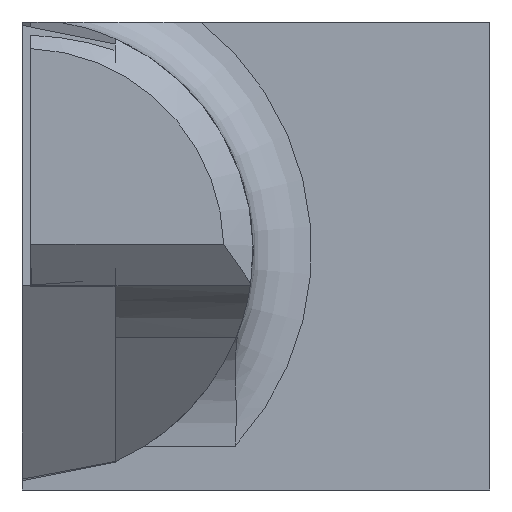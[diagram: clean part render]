
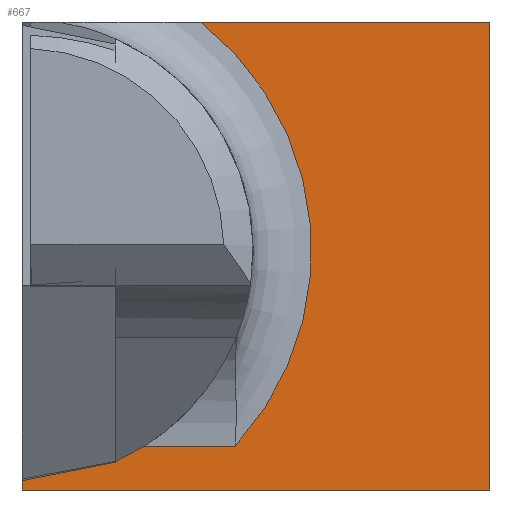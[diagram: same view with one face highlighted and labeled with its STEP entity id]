
A CAD part, left-side view. The second image highlights one B-rep face of the part: STEP entity #667.
In plain terms, the highlighted planar face has unit normal (-1, 0, 0).
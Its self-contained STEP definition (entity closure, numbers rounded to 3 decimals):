
#36 = PLANE ( 'NONE',  #912 ) ;
#52 = AXIS2_PLACEMENT_3D ( 'NONE', #514, #968, #1403 ) ;
#63 = EDGE_LOOP ( 'NONE', ( #1242, #804, #728, #329, #1291, #783 ) ) ;
#109 = VERTEX_POINT ( 'NONE', #1392 ) ;
#126 = CARTESIAN_POINT ( 'NONE',  ( 20., 9.903, 20. ) ) ;
#182 = DIRECTION ( 'NONE',  ( 1., 0., 0. ) ) ;
#194 = DIRECTION ( 'NONE',  ( 0., 0., 1. ) ) ;
#221 = CIRCLE ( 'NONE', #52, 9.9 ) ;
#230 = LINE ( 'NONE', #884, #1346 ) ;
#303 = EDGE_CURVE ( 'NONE', #1388, #109, #230, .T. ) ;
#329 = ORIENTED_EDGE ( 'NONE', *, *, #1345, .T. ) ;
#377 = FACE_OUTER_BOUND ( 'NONE', #63, .T. ) ;
#417 = DIRECTION ( 'NONE',  ( 0., 0., -1. ) ) ;
#423 = VECTOR ( 'NONE', #417, 1000. ) ;
#442 = CARTESIAN_POINT ( 'NONE',  ( 20., 0., 5.5 ) ) ;
#469 = CARTESIAN_POINT ( 'NONE',  ( 20., 16., 4. ) ) ;
#514 = CARTESIAN_POINT ( 'NONE',  ( 20., 16., 12.2 ) ) ;
#515 = CARTESIAN_POINT ( 'NONE',  ( 20., 16., 2.3 ) ) ;
#523 = LINE ( 'NONE', #1412, #423 ) ;
#635 = CARTESIAN_POINT ( 'NONE',  ( 20., 0., 4. ) ) ;
#647 = VERTEX_POINT ( 'NONE', #469 ) ;
#667 = ADVANCED_FACE ( 'NONE', ( #377 ), #36, .F. ) ;
#702 = VECTOR ( 'NONE', #887, 1000. ) ;
#728 = ORIENTED_EDGE ( 'NONE', *, *, #303, .F. ) ;
#767 = EDGE_CURVE ( 'NONE', #647, #1356, #851, .T. ) ;
#772 = CARTESIAN_POINT ( 'NONE',  ( 20., 8.712, 5.5 ) ) ;
#783 = ORIENTED_EDGE ( 'NONE', *, *, #1353, .F. ) ;
#798 = DIRECTION ( 'NONE',  ( 0., -1., 0. ) ) ;
#804 = ORIENTED_EDGE ( 'NONE', *, *, #996, .F. ) ;
#821 = VECTOR ( 'NONE', #194, 1000. ) ;
#851 = LINE ( 'NONE', #1061, #1373 ) ;
#857 = LINE ( 'NONE', #1182, #821 ) ;
#884 = CARTESIAN_POINT ( 'NONE',  ( 20., 0., 20. ) ) ;
#887 = DIRECTION ( 'NONE',  ( 0., 1., 0. ) ) ;
#912 = AXIS2_PLACEMENT_3D ( 'NONE', #515, #182, #948 ) ;
#948 = DIRECTION ( 'NONE',  ( 0., 0., 1. ) ) ;
#958 = CARTESIAN_POINT ( 'NONE',  ( 20., 16., 5.5 ) ) ;
#968 = DIRECTION ( 'NONE',  ( 1., 0., 0. ) ) ;
#970 = EDGE_CURVE ( 'NONE', #1407, #1321, #1221, .T. ) ;
#996 = EDGE_CURVE ( 'NONE', #109, #1356, #523, .T. ) ;
#1061 = CARTESIAN_POINT ( 'NONE',  ( 20., 16., 4. ) ) ;
#1170 = DIRECTION ( 'NONE',  ( 0., -1., 0. ) ) ;
#1182 = CARTESIAN_POINT ( 'NONE',  ( 20., 16., 20. ) ) ;
#1221 = LINE ( 'NONE', #442, #702 ) ;
#1242 = ORIENTED_EDGE ( 'NONE', *, *, #767, .T. ) ;
#1291 = ORIENTED_EDGE ( 'NONE', *, *, #970, .T. ) ;
#1321 = VERTEX_POINT ( 'NONE', #958 ) ;
#1345 = EDGE_CURVE ( 'NONE', #1388, #1407, #221, .T. ) ;
#1346 = VECTOR ( 'NONE', #798, 1000. ) ;
#1353 = EDGE_CURVE ( 'NONE', #647, #1321, #857, .T. ) ;
#1356 = VERTEX_POINT ( 'NONE', #635 ) ;
#1373 = VECTOR ( 'NONE', #1170, 1000. ) ;
#1388 = VERTEX_POINT ( 'NONE', #126 ) ;
#1392 = CARTESIAN_POINT ( 'NONE',  ( 20., 0., 20. ) ) ;
#1403 = DIRECTION ( 'NONE',  ( 0., 0., -1. ) ) ;
#1407 = VERTEX_POINT ( 'NONE', #772 ) ;
#1412 = CARTESIAN_POINT ( 'NONE',  ( 20., 0., 20. ) ) ;
